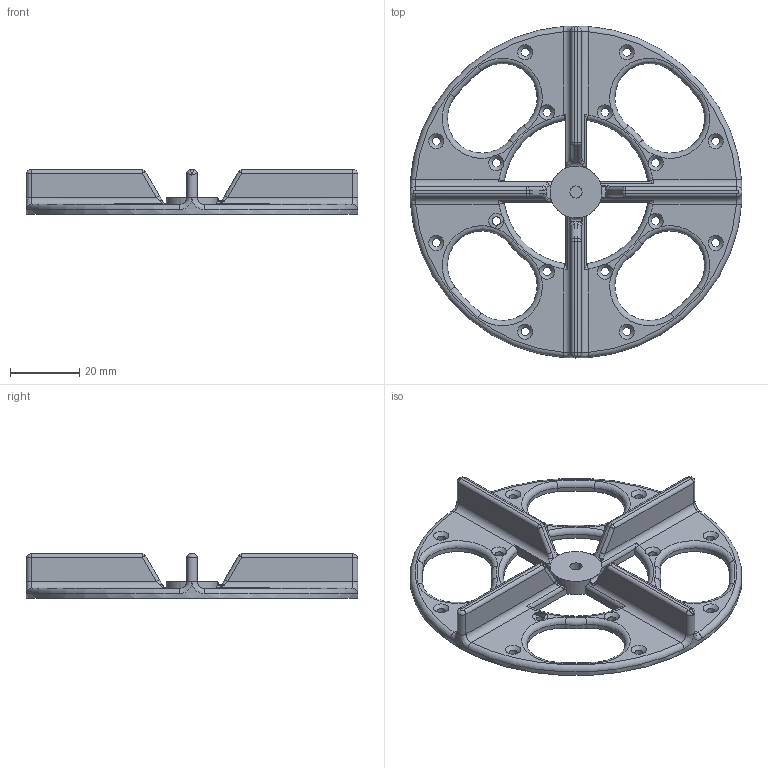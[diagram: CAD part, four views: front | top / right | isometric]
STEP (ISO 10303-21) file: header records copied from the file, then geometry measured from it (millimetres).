
FILE_DESCRIPTION(/* description */ (''),/* implementation_level */ '2;1');
FILE_NAME(/* name */ 'impellerTop.step',/* time_stamp */ '2021-10-22T12:35:34+02:00',/* author */ (''),/* organization */ (''),/* preprocessor_version */ 'ST-DEVELOPER v18.1',/* originating_system */ 'Autodesk Translation Framework v10.10.0.1391',/* authorisation */ '');
FILE_SCHEMA (('AUTOMOTIVE_DESIGN { 1 0 10303 214 3 1 1 }'));
Length unit declared in the file: millimetre
Products named in the file (1): impellerTop
Bounding box: 96 x 96 x 12.8 mm (x, y, z)
Volume: 14319 mm3; surface area: 14243.6 mm2
Topology: 1 solids, 1 shells, 228 faces, 596 edges, 356 vertices
Faces by surface type: cylinder 84, bspline 50, plane 40, torus 30, cone 16, sphere 8
Full cylindrical faces by diameter (mm): 2.4 x16, 3.5 x1, 9.872 x1, 15 x1, 20 x4, 96 x1
Entity records: 8876 total; most frequent: CARTESIAN_POINT 3360, ORIENTED_EDGE 1184, DIRECTION 1124, EDGE_CURVE 592, AXIS2_PLACEMENT_3D 479, VERTEX_POINT 356, CIRCLE 276, EDGE_LOOP 266
